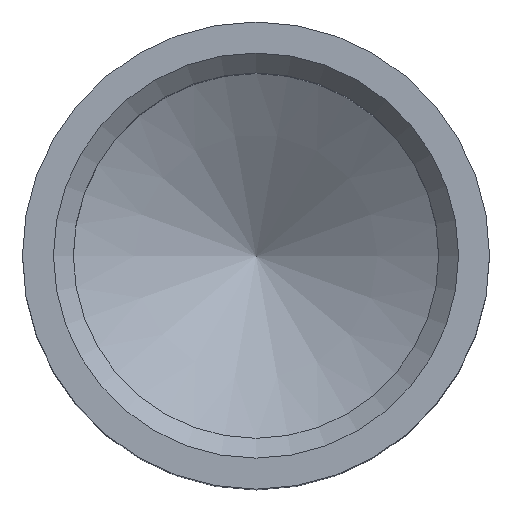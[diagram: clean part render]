
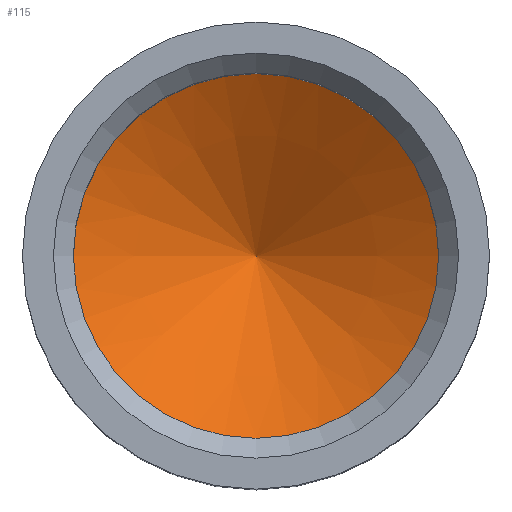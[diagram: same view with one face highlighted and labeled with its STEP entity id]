
A CAD part, top view. The second image highlights one B-rep face of the part: STEP entity #115.
In plain terms, the highlighted conical face has half-angle 59 degrees and reference radius 4.594 mm.
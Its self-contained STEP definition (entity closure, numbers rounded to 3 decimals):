
#38=FACE_OUTER_BOUND('',#56,.T.);
#56=EDGE_LOOP('',(#101));
#63=CIRCLE('',#135,9.188);
#72=VERTEX_POINT('',#201);
#81=EDGE_CURVE('',#72,#72,#63,.T.);
#101=ORIENTED_EDGE('',*,*,#81,.T.);
#105=CONICAL_SURFACE('',#142,4.594,59.);
#115=ADVANCED_FACE('',(#38),#105,.F.);
#135=AXIS2_PLACEMENT_3D('',#202,#167,#168);
#142=AXIS2_PLACEMENT_3D('',#211,#181,#182);
#167=DIRECTION('center_axis',(0.,0.,1.));
#168=DIRECTION('ref_axis',(1.,0.,0.));
#181=DIRECTION('center_axis',(0.,0.,1.));
#182=DIRECTION('ref_axis',(1.,0.,0.));
#201=CARTESIAN_POINT('',(9.188,0.,7.));
#202=CARTESIAN_POINT('Origin',(0.,0.,7.));
#211=CARTESIAN_POINT('Origin',(0.,0.,4.24));
